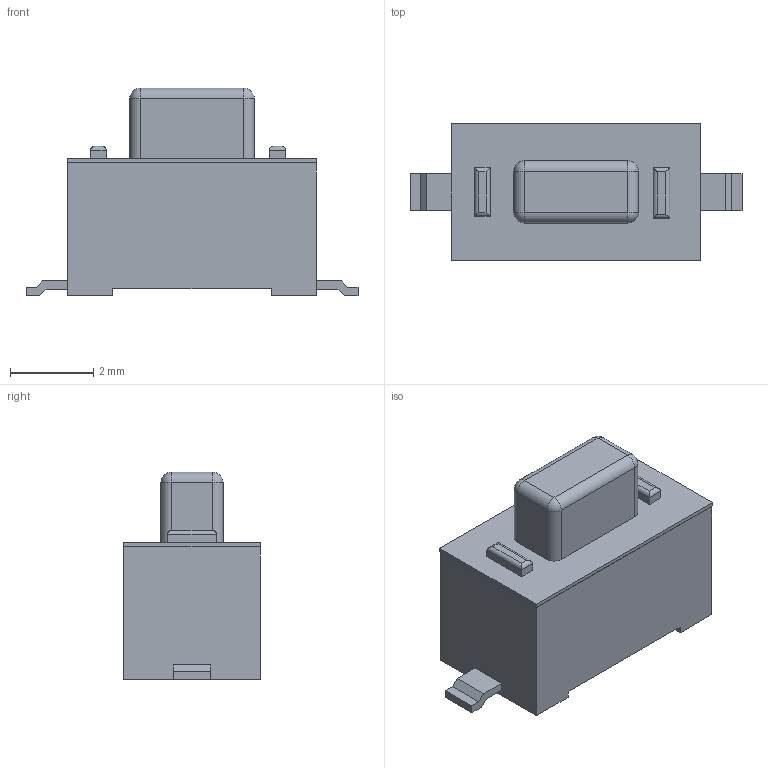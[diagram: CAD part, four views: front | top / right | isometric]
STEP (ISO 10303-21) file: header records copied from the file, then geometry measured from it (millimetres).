
FILE_DESCRIPTION (( 'STEP AP214' ), '1' );
FILE_NAME ('SW-SMD_L6.0-W3.3-H5-LS8.0.step', '2022-07-26T08:00:58', ( '' ), ( '' ), 'SwSTEP 2.0', 'SolidWorks 2021', '' );
FILE_SCHEMA (( 'AUTOMOTIVE_DESIGN' ));
Length unit declared in the file: millimetre
Products named in the file (1): SW-SMD_L6.0-W3.3-H5-LS8.0
Bounding box: 8 x 3.3 x 5 mm (x, y, z)
Volume: 70 mm3; surface area: 123.7 mm2
Topology: 1 solids, 1 shells, 305 faces, 815 edges, 534 vertices
Faces by surface type: plane 187, bspline 98, cylinder 16, sphere 4
Entity records: 13262 total; most frequent: CARTESIAN_POINT 2981, ORIENTED_EDGE 1622, DIRECTION 1035, EDGE_CURVE 811, VECTOR 587, LINE 587, VERTEX_POINT 534, EDGE_LOOP 331
